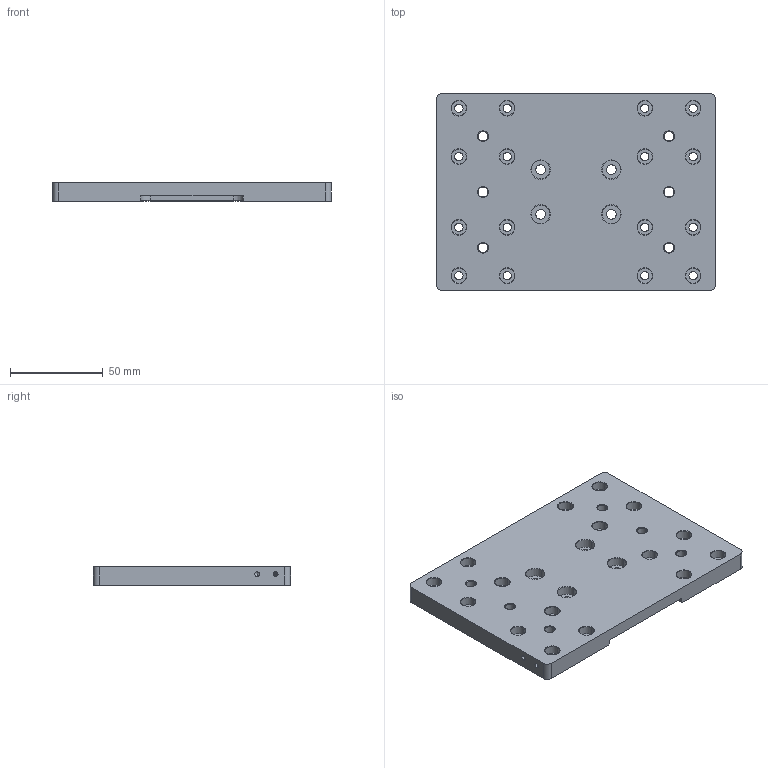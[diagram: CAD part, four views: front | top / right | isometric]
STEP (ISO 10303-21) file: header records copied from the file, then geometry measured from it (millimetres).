
FILE_DESCRIPTION (( 'STEP AP203' ), '1' );
FILE_NAME ('Z粣賑輸假蚾啣.STEP', '2022-09-13T08:51:47', ( '' ), ( '' ), 'SwSTEP 2.0', 'SolidWorks 2016', '' );
FILE_SCHEMA (( 'CONFIG_CONTROL_DESIGN' ));
Length unit declared in the file: millimetre
Products named in the file (1): Z粣賑輸假蚾啣
Bounding box: 150 x 106 x 10 mm (x, y, z)
Volume: 136136.5 mm3; surface area: 41887.3 mm2
Topology: 1 solids, 1 shells, 222 faces, 519 edges, 323 vertices
Faces by surface type: cylinder 116, cone 60, plane 46
Entity records: 6588 total; most frequent: DIRECTION 1249, CARTESIAN_POINT 1081, ORIENTED_EDGE 1034, EDGE_CURVE 517, AXIS2_PLACEMENT_3D 511, VERTEX_POINT 323, EDGE_LOOP 302, CIRCLE 288
